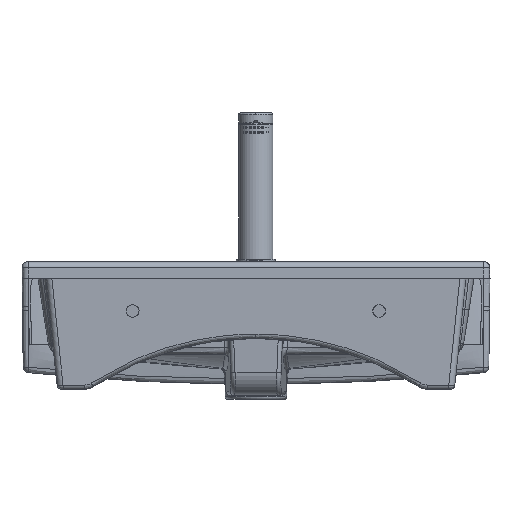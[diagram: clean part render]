
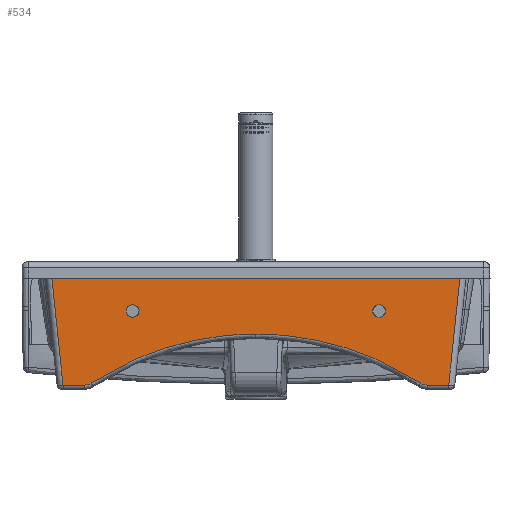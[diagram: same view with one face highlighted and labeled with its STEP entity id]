
A CAD part, left-side view. The second image highlights one B-rep face of the part: STEP entity #534.
In plain terms, the highlighted planar face has unit normal (-1, 0.001, -0.026).
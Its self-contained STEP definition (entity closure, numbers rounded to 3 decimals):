
#333=CARTESIAN_POINT('',(27.591,152.5,-57.98));
#334=VERTEX_POINT('',#333);
#343=CARTESIAN_POINT('',(27.591,137.5,-57.98));
#344=VERTEX_POINT('',#343);
#345=CARTESIAN_POINT('',(27.591,145.0,-57.98));
#346=DIRECTION('',(-1.,0.0,-0.026));
#347=DIRECTION('',(0.0,-1.0,0.0));
#348=AXIS2_PLACEMENT_3D('',#345,#346,#347);
#349=CIRCLE('',#348,7.5);
#350=EDGE_CURVE('',#334,#344,#349,.T.);
#415=CARTESIAN_POINT('',(29.999,0.,-149.948));
#416=DIRECTION('',(1.,0.,0.026));
#417=DIRECTION('',(0.026,0.0,-1.));
#418=AXIS2_PLACEMENT_3D('',#415,#416,#417);
#419=PLANE('',#418);
#420=CARTESIAN_POINT('',(29.873,201.99,-145.131));
#421=VERTEX_POINT('',#420);
#422=CARTESIAN_POINT('',(29.873,226.889,-145.131));
#423=VERTEX_POINT('',#422);
#424=CARTESIAN_POINT('',(29.873,201.99,-145.131));
#425=DIRECTION('',(0.0,1.0,0.0));
#426=VECTOR('',#425,24.899);
#427=LINE('',#424,#426);
#428=EDGE_CURVE('',#421,#423,#427,.T.);
#429=ORIENTED_EDGE('',*,*,#428,.F.);
#430=CARTESIAN_POINT('',(29.809,193.801,-142.698));
#431=VERTEX_POINT('',#430);
#432=CARTESIAN_POINT('',(29.481,201.987,-130.141));
#433=DIRECTION('',(1.,0.,0.026));
#434=DIRECTION('',(0.02,0.656,-0.755));
#435=AXIS2_PLACEMENT_3D('',#432,#433,#434);
#436=ELLIPSE('',#435,14.996,14.993);
#437=EDGE_CURVE('',#431,#421,#436,.T.);
#438=ORIENTED_EDGE('',*,*,#437,.F.);
#439=CARTESIAN_POINT('',(28.302,0.,-85.131));
#440=VERTEX_POINT('',#439);
#441=CARTESIAN_POINT('',(29.809,193.801,-142.698));
#442=CARTESIAN_POINT('',(29.291,163.384,-122.879));
#443=CARTESIAN_POINT('',(28.895,129.906,-107.764));
#444=CARTESIAN_POINT('',(28.64,94.921,-98.057));
#445=CARTESIAN_POINT('',(28.416,64.058,-89.492));
#446=CARTESIAN_POINT('',(28.302,32.03,-85.131));
#447=CARTESIAN_POINT('',(28.302,0.,-85.131));
#448=B_SPLINE_CURVE_WITH_KNOTS('',3,(#441,#442,#443,#444,#445,#446,#447),.UNSPECIFIED.,.F.,.U.,(4,3,4),(80.72,233.681,368.621),.UNSPECIFIED.);
#449=EDGE_CURVE('',#440,#431,#448,.F.);
#450=ORIENTED_EDGE('',*,*,#449,.F.);
#451=CARTESIAN_POINT('',(29.809,-193.801,-142.698));
#452=VERTEX_POINT('',#451);
#453=CARTESIAN_POINT('',(29.809,-193.801,-142.698));
#454=CARTESIAN_POINT('',(29.291,-163.384,-122.879));
#455=CARTESIAN_POINT('',(28.895,-129.906,-107.764));
#456=CARTESIAN_POINT('',(28.64,-94.921,-98.057));
#457=CARTESIAN_POINT('',(28.416,-64.058,-89.492));
#458=CARTESIAN_POINT('',(28.302,-32.03,-85.131));
#459=CARTESIAN_POINT('',(28.302,0.,-85.131));
#460=B_SPLINE_CURVE_WITH_KNOTS('',3,(#453,#454,#455,#456,#457,#458,#459),.UNSPECIFIED.,.F.,.U.,(4,3,4),(80.72,233.681,368.621),.UNSPECIFIED.);
#461=EDGE_CURVE('',#440,#452,#460,.F.);
#462=ORIENTED_EDGE('',*,*,#461,.T.);
#463=CARTESIAN_POINT('',(29.873,-201.99,-145.131));
#464=VERTEX_POINT('',#463);
#465=CARTESIAN_POINT('',(29.481,-201.987,-130.141));
#466=DIRECTION('',(-1.,0.,-0.026));
#467=DIRECTION('',(0.02,-0.656,-0.755));
#468=AXIS2_PLACEMENT_3D('',#465,#466,#467);
#469=ELLIPSE('',#468,14.996,14.993);
#470=EDGE_CURVE('',#452,#464,#469,.T.);
#471=ORIENTED_EDGE('',*,*,#470,.T.);
#472=CARTESIAN_POINT('',(29.873,-226.889,-145.131));
#473=VERTEX_POINT('',#472);
#474=CARTESIAN_POINT('',(29.873,-226.889,-145.131));
#475=DIRECTION('',(0.0,1.0,0.0));
#476=VECTOR('',#475,24.899);
#477=LINE('',#474,#476);
#478=EDGE_CURVE('',#464,#473,#477,.F.);
#479=ORIENTED_EDGE('',*,*,#478,.T.);
#480=CARTESIAN_POINT('',(26.439,-240.672,-14.));
#481=VERTEX_POINT('',#480);
#482=CARTESIAN_POINT('',(29.873,-226.889,-145.131));
#483=DIRECTION('',(-0.026,-0.104,0.994));
#484=VECTOR('',#483,131.898);
#485=LINE('',#482,#484);
#486=EDGE_CURVE('',#473,#481,#485,.T.);
#487=ORIENTED_EDGE('',*,*,#486,.T.);
#488=CARTESIAN_POINT('',(26.439,240.672,-14.));
#489=VERTEX_POINT('',#488);
#490=CARTESIAN_POINT('',(26.439,-240.672,-14.));
#491=DIRECTION('',(0.,1.0,0.));
#492=VECTOR('',#491,481.344);
#493=LINE('',#490,#492);
#494=EDGE_CURVE('',#481,#489,#493,.T.);
#495=ORIENTED_EDGE('',*,*,#494,.T.);
#496=CARTESIAN_POINT('',(29.873,226.889,-145.131));
#497=DIRECTION('',(-0.026,0.104,0.994));
#498=VECTOR('',#497,131.898);
#499=LINE('',#496,#498);
#500=EDGE_CURVE('',#423,#489,#499,.T.);
#501=ORIENTED_EDGE('',*,*,#500,.F.);
#502=EDGE_LOOP('',(#429,#438,#450,#462,#471,#479,#487,#495,#501));
#503=FACE_OUTER_BOUND('',#502,.T.);
#504=ORIENTED_EDGE('',*,*,#350,.F.);
#505=CARTESIAN_POINT('',(27.591,145.0,-57.98));
#506=DIRECTION('',(1.,0.0,0.026));
#507=DIRECTION('',(0.0,-1.0,0.0));
#508=AXIS2_PLACEMENT_3D('',#505,#506,#507);
#509=CIRCLE('',#508,7.5);
#510=EDGE_CURVE('',#344,#334,#509,.F.);
#511=ORIENTED_EDGE('',*,*,#510,.F.);
#512=EDGE_LOOP('',(#504,#511));
#513=FACE_BOUND('',#512,.T.);
#514=CARTESIAN_POINT('',(27.591,-152.5,-57.98));
#515=VERTEX_POINT('',#514);
#516=CARTESIAN_POINT('',(27.591,-137.5,-57.98));
#517=VERTEX_POINT('',#516);
#518=CARTESIAN_POINT('',(27.591,-145.0,-57.98));
#519=DIRECTION('',(1.,0.0,0.026));
#520=DIRECTION('',(0.0,-1.0,0.0));
#521=AXIS2_PLACEMENT_3D('',#518,#519,#520);
#522=CIRCLE('',#521,7.5);
#523=EDGE_CURVE('',#515,#517,#522,.F.);
#524=ORIENTED_EDGE('',*,*,#523,.F.);
#525=CARTESIAN_POINT('',(27.591,-145.0,-57.98));
#526=DIRECTION('',(1.,0.0,0.026));
#527=DIRECTION('',(0.0,1.0,0.0));
#528=AXIS2_PLACEMENT_3D('',#525,#526,#527);
#529=CIRCLE('',#528,7.5);
#530=EDGE_CURVE('',#517,#515,#529,.F.);
#531=ORIENTED_EDGE('',*,*,#530,.F.);
#532=EDGE_LOOP('',(#524,#531));
#533=FACE_BOUND('',#532,.T.);
#534=ADVANCED_FACE('',(#503,#513,#533),#419,.F.);
